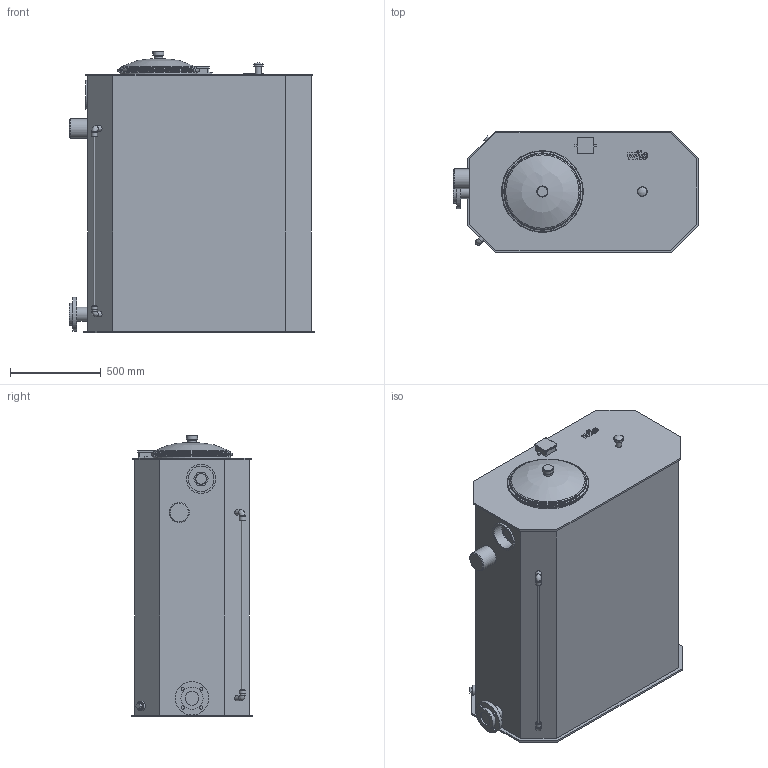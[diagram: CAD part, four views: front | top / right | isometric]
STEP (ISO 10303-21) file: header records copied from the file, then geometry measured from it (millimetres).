
FILE_DESCRIPTION(/* description */ (''),/* implementation_level */ '2;1');
FILE_NAME(/* name */ '3d_VBH500LEckig-2523780.stp',/* time_stamp */ '2017-09-20T13:36:14+02:00',/* author */ ('Andrzej'),/* organization */ (''),/* preprocessor_version */ 'ST-DEVELOPER v16.13',/* originating_system */ 'AutoCAD Mechanical',/* authorisation */ '');
FILE_SCHEMA (('AUTOMOTIVE_DESIGN { 1 0 10303 214 3 1 1 }'));
Length unit declared in the file: millimetre
Products named in the file (1): Product
Bounding box: 1350 x 670 x 1551.25 mm (x, y, z)
Volume: 1059142129 mm3; surface area: 7245679.4 mm2
Topology: 7 solids, 9 shells, 244 faces, 557 edges, 355 vertices
Faces by surface type: plane 116, cylinder 57, bspline 27, torus 26, cone 17, sphere 1
Full cylindrical faces by diameter (mm): 12 x1, 18 x4, 25 x2, 30 x2, 32.5 x1, 34 x2, 39 x1, 48 x1, 53 x1, 54.6 x1, 60.3 x1, 61 x1, 76.1 x2, 110 x1, 122 x1, 140 x1, 160 x1, 185 x1, 404 x1, 420.922 x1, 426 x1, 443 x1, 447.657 x1, 450 x1
Entity records: 6722 total; most frequent: CARTESIAN_POINT 1477, DIRECTION 1043, ORIENTED_EDGE 980, EDGE_CURVE 490, AXIS2_PLACEMENT_3D 384, VERTEX_POINT 350, EDGE_LOOP 342, LINE 275
